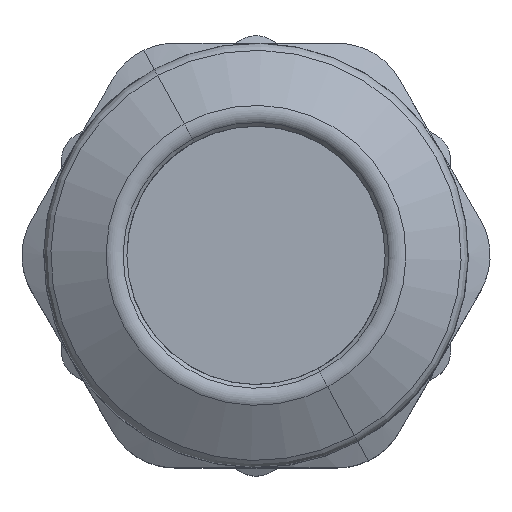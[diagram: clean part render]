
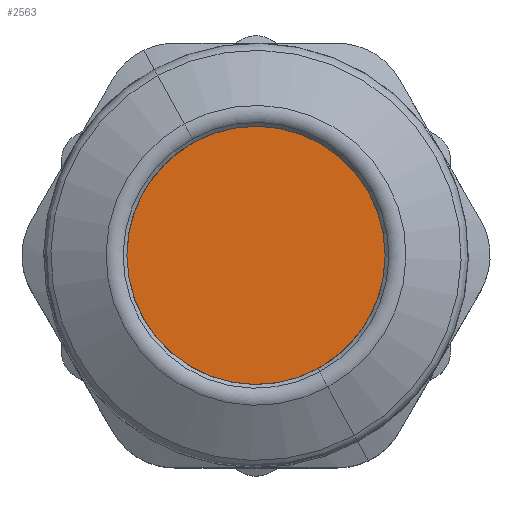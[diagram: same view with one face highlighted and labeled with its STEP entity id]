
A CAD part, top view. The second image highlights one B-rep face of the part: STEP entity #2563.
In plain terms, the highlighted planar face has unit normal (0, 0, 1).
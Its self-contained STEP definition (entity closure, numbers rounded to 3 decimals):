
#2516=CARTESIAN_POINT('Vertex',(9.125,0.,21.8)) ;
#2519=CARTESIAN_POINT('Axis2P3D Location',(0.,0.,21.8)) ;
#2523=CARTESIAN_POINT('Vertex',(-9.125,0.,21.8)) ;
#2540=CARTESIAN_POINT('Axis2P3D Location',(0.,0.,21.8)) ;
#2554=CARTESIAN_POINT('Axis2P3D Location',(0.,0.,21.8)) ;
#2520=DIRECTION('Axis2P3D Direction',(0.,-0.,-1.)) ;
#2541=DIRECTION('Axis2P3D Direction',(0.,-0.,-1.)) ;
#2555=DIRECTION('Axis2P3D Direction',(0.,0.,-1.)) ;
#2556=DIRECTION('Axis2P3D XDirection',(1.,0.,0.)) ;
#2521=AXIS2_PLACEMENT_3D('Circle Axis2P3D',#2519,#2520,$) ;
#2542=AXIS2_PLACEMENT_3D('Circle Axis2P3D',#2540,#2541,$) ;
#2557=AXIS2_PLACEMENT_3D('Plane Axis2P3D',#2554,#2555,#2556) ;
#2522=CIRCLE('generated circle',#2521,9.125) ;
#2543=CIRCLE('generated circle',#2542,9.125) ;
#2558=PLANE('',#2557) ;
#2525=EDGE_CURVE('',#2517,#2524,#2522,.T.) ;
#2544=EDGE_CURVE('',#2524,#2517,#2543,.T.) ;
#2560=ORIENTED_EDGE('',*,*,#2544,.F.) ;
#2561=ORIENTED_EDGE('',*,*,#2525,.F.) ;
#2559=EDGE_LOOP('',(#2560,#2561)) ;
#2517=VERTEX_POINT('',#2516) ;
#2524=VERTEX_POINT('',#2523) ;
#2563=ADVANCED_FACE('PartBody',(#2562),#2558,.F.) ;
#2562=FACE_OUTER_BOUND('',#2559,.T.) ;
